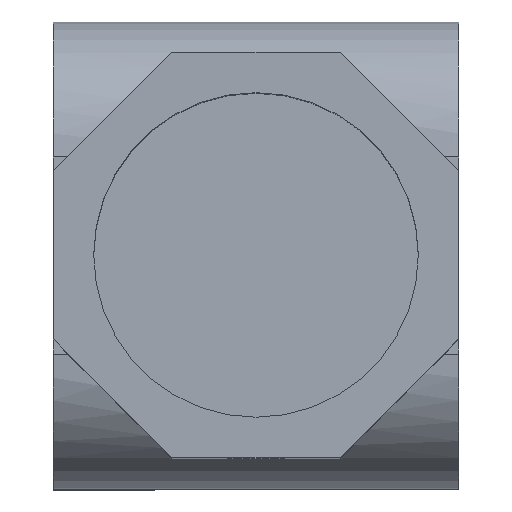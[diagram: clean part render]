
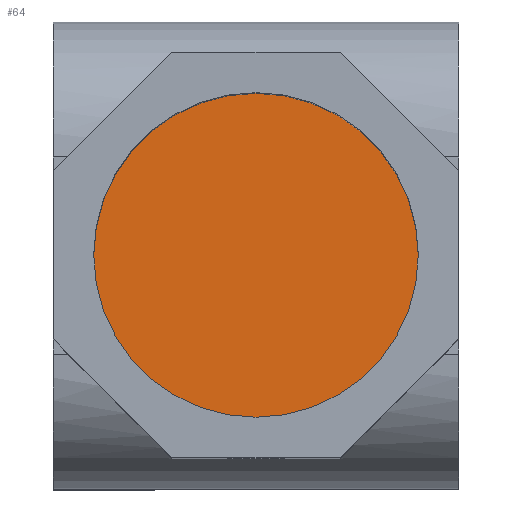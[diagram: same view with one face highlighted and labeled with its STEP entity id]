
A CAD part, top view. The second image highlights one B-rep face of the part: STEP entity #64.
In plain terms, the highlighted planar face has unit normal (0, 0, 1).
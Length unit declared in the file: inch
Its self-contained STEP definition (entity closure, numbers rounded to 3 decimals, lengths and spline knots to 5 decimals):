
#49 = EDGE_CURVE ( 'NONE', #1617, #706, #459, .T. ) ;
#64 = ADVANCED_FACE ( 'NONE', ( #1529 ), #778, .T. ) ;
#323 = DIRECTION ( 'NONE',  ( 0., 0., 1. ) ) ;
#327 = DIRECTION ( 'NONE',  ( 0., 0., -1. ) ) ;
#336 = CIRCLE ( 'NONE', #494, 0.45 ) ;
#459 = CIRCLE ( 'NONE', #1899, 0.45 ) ;
#494 = AXIS2_PLACEMENT_3D ( 'NONE', #769, #327, #788 ) ;
#593 = CARTESIAN_POINT ( 'NONE',  ( -0.45, 0., 0.08594 ) ) ;
#706 = VERTEX_POINT ( 'NONE', #935 ) ;
#710 = EDGE_CURVE ( 'NONE', #706, #1617, #336, .T. ) ;
#769 = CARTESIAN_POINT ( 'NONE',  ( 0., 0., 0.08594 ) ) ;
#778 = PLANE ( 'NONE',  #1530 ) ;
#788 = DIRECTION ( 'NONE',  ( 0., -1., 0. ) ) ;
#805 = CARTESIAN_POINT ( 'NONE',  ( 0., 0., 0.08594 ) ) ;
#935 = CARTESIAN_POINT ( 'NONE',  ( 0.45, 0., 0.08594 ) ) ;
#1286 = EDGE_LOOP ( 'NONE', ( #1703, #1322 ) ) ;
#1322 = ORIENTED_EDGE ( 'NONE', *, *, #710, .F. ) ;
#1361 = DIRECTION ( 'NONE',  ( 0., -1., 0. ) ) ;
#1513 = DIRECTION ( 'NONE',  ( 0., -1., 0. ) ) ;
#1529 = FACE_OUTER_BOUND ( 'NONE', #1286, .T. ) ;
#1530 = AXIS2_PLACEMENT_3D ( 'NONE', #1646, #323, #1513 ) ;
#1541 = DIRECTION ( 'NONE',  ( 0., 0., -1. ) ) ;
#1617 = VERTEX_POINT ( 'NONE', #593 ) ;
#1646 = CARTESIAN_POINT ( 'NONE',  ( -0.5625, -0.64844, 0.08594 ) ) ;
#1703 = ORIENTED_EDGE ( 'NONE', *, *, #49, .F. ) ;
#1899 = AXIS2_PLACEMENT_3D ( 'NONE', #805, #1541, #1361 ) ;
